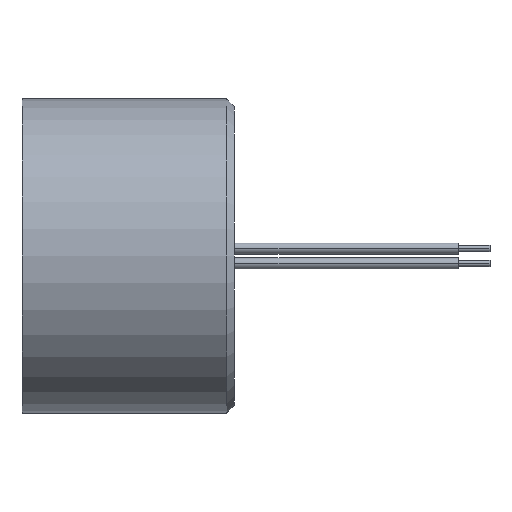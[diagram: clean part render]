
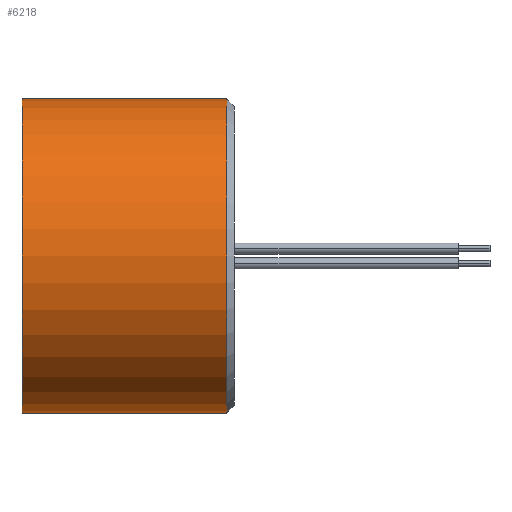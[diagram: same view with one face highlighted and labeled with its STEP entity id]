
A CAD part, front view. The second image highlights one B-rep face of the part: STEP entity #6218.
In plain terms, the highlighted cylindrical face has radius 20 mm (diameter 40 mm), a partial arc.
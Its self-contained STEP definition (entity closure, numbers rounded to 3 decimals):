
#1859 = CARTESIAN_POINT ( 'NONE',  ( 26., 0., 20. ) ) ;
#1914 = CARTESIAN_POINT ( 'NONE',  ( 26., 0., -20. ) ) ;
#1950 = DIRECTION ( 'NONE',  ( -1., 0., 0. ) ) ;
#1951 = VECTOR ( 'NONE', #1950, 1000. ) ;
#1952 = CARTESIAN_POINT ( 'NONE',  ( 0., 0., -20. ) ) ;
#1953 = LINE ( 'NONE', #1952, #1951 ) ;
#2114 = CARTESIAN_POINT ( 'NONE',  ( 0., 0., -20. ) ) ;
#2117 = DIRECTION ( 'NONE',  ( -1., 0., 0. ) ) ;
#2118 = VECTOR ( 'NONE', #2117, 1000. ) ;
#2119 = LINE ( 'NONE', #2205, #2118 ) ;
#2147 = CARTESIAN_POINT ( 'NONE',  ( 0., 0., 20. ) ) ;
#2205 = CARTESIAN_POINT ( 'NONE',  ( 0., 0., 20. ) ) ;
#2782 = CARTESIAN_POINT ( 'NONE',  ( 0., 0., 0. ) ) ;
#2783 = FACE_OUTER_BOUND ( 'NONE', #6280, .T. ) ;
#2823 = DIRECTION ( 'NONE',  ( 0., 0., 1. ) ) ;
#2824 = DIRECTION ( 'NONE',  ( -1., 0., 0. ) ) ;
#2828 = CYLINDRICAL_SURFACE ( 'NONE', #2852, 20. ) ;
#2844 = DIRECTION ( 'NONE',  ( 0., 0., 1. ) ) ;
#2845 = DIRECTION ( 'NONE',  ( -1., 0., 0. ) ) ;
#2846 = CARTESIAN_POINT ( 'NONE',  ( 26., 0., 0. ) ) ;
#2847 = AXIS2_PLACEMENT_3D ( 'NONE', #2846, #2845, #2844 ) ;
#2848 = CIRCLE ( 'NONE', #2847, 20. ) ;
#2852 = AXIS2_PLACEMENT_3D ( 'NONE', #2782, #2824, #2823 ) ;
#2861 = DIRECTION ( 'NONE',  ( 0., 0., 1. ) ) ;
#2879 = CIRCLE ( 'NONE', #2884, 20. ) ;
#2884 = AXIS2_PLACEMENT_3D ( 'NONE', #2886, #2888, #2861 ) ;
#2886 = CARTESIAN_POINT ( 'NONE',  ( 0., 0., 0. ) ) ;
#2888 = DIRECTION ( 'NONE',  ( -1., 0., 0. ) ) ;
#5751 = VERTEX_POINT ( 'NONE', #1914 ) ;
#5756 = EDGE_CURVE ( 'NONE', #5751, #5810, #1953, .T. ) ;
#5768 = VERTEX_POINT ( 'NONE', #1859 ) ;
#5796 = EDGE_CURVE ( 'NONE', #5768, #5802, #2119, .T. ) ;
#5802 = VERTEX_POINT ( 'NONE', #2147 ) ;
#5810 = VERTEX_POINT ( 'NONE', #2114 ) ;
#6218 = ADVANCED_FACE ( 'NONE', ( #2783 ), #2828, .T. ) ;
#6219 = ORIENTED_EDGE ( 'NONE', *, *, #6222, .T. ) ;
#6222 = EDGE_CURVE ( 'NONE', #5751, #5768, #2848, .T. ) ;
#6263 = ORIENTED_EDGE ( 'NONE', *, *, #6266, .F. ) ;
#6266 = EDGE_CURVE ( 'NONE', #5810, #5802, #2879, .T. ) ;
#6268 = ORIENTED_EDGE ( 'NONE', *, *, #5796, .T. ) ;
#6280 = EDGE_LOOP ( 'NONE', ( #6297, #6219, #6268, #6263 ) ) ;
#6297 = ORIENTED_EDGE ( 'NONE', *, *, #5756, .F. ) ;
